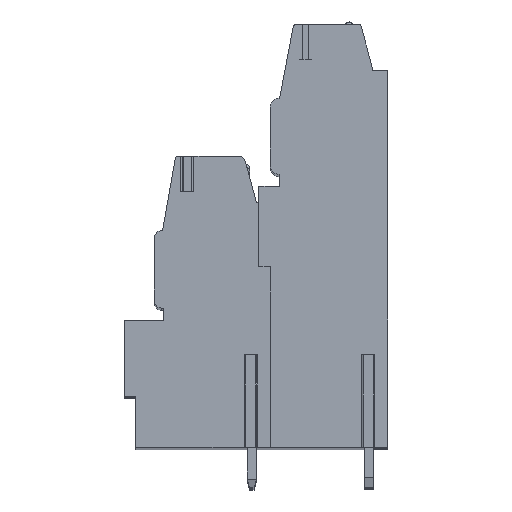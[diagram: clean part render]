
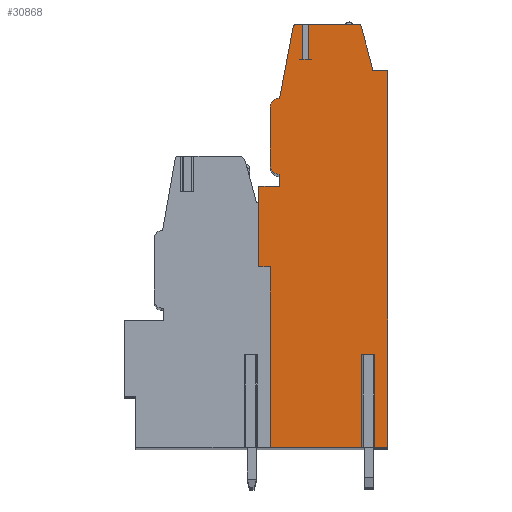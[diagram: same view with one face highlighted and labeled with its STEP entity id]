
A CAD part, top view. The second image highlights one B-rep face of the part: STEP entity #30868.
In plain terms, the highlighted planar face has unit normal (0, 0, 1).
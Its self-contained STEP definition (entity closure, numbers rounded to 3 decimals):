
#13=DIRECTION('',(0.,1.,0.));
#14=VECTOR('',#13,15.6);
#15=CARTESIAN_POINT('',(1.,-19.1,109.22));
#16=LINE('',#15,#14);
#17=DIRECTION('',(1.,0.,0.));
#18=VECTOR('',#17,1.);
#19=CARTESIAN_POINT('',(0.,-3.5,109.22));
#20=LINE('',#19,#18);
#21=DIRECTION('',(-1.,0.,0.));
#22=VECTOR('',#21,1.8);
#23=CARTESIAN_POINT('',(1.8,3.5,109.22));
#24=LINE('',#23,#22);
#25=DIRECTION('',(0.,-1.,0.));
#26=VECTOR('',#25,1.);
#27=CARTESIAN_POINT('',(1.8,4.5,109.22));
#28=LINE('',#27,#26);
#29=CARTESIAN_POINT('',(1.8,5.3,109.22));
#30=DIRECTION('',(0.,0.,1.));
#31=DIRECTION('',(-1.,0.,0.));
#32=AXIS2_PLACEMENT_3D('',#29,#30,#31);
#34=DIRECTION('',(0.,-1.,0.));
#35=VECTOR('',#34,5.);
#36=CARTESIAN_POINT('',(1.,10.3,109.22));
#37=LINE('',#36,#35);
#38=CARTESIAN_POINT('',(1.8,10.3,109.22));
#39=DIRECTION('',(0.,0.,1.));
#40=DIRECTION('',(0.,1.,0.));
#41=AXIS2_PLACEMENT_3D('',#38,#39,#40);
#43=DIRECTION('',(-0.186,-0.983,0.));
#44=VECTOR('',#43,6.265);
#45=CARTESIAN_POINT('',(2.964,17.256,109.22));
#46=LINE('',#45,#44);
#47=CARTESIAN_POINT('',(3.259,17.2,109.22));
#48=DIRECTION('',(0.,0.,1.));
#49=DIRECTION('',(0.,1.,0.));
#50=AXIS2_PLACEMENT_3D('',#47,#48,#49);
#52=DIRECTION('',(-1.,0.,0.));
#53=VECTOR('',#52,0.551);
#54=CARTESIAN_POINT('',(3.81,17.5,109.22));
#55=LINE('',#54,#53);
#56=DIRECTION('',(0.,-1.,0.));
#57=VECTOR('',#56,3.05);
#58=CARTESIAN_POINT('',(3.81,17.5,109.22));
#59=LINE('',#58,#57);
#60=DIRECTION('',(1.,0.,0.));
#61=VECTOR('',#60,0.5);
#62=CARTESIAN_POINT('',(3.81,14.45,109.22));
#63=LINE('',#62,#61);
#64=DIRECTION('',(0.,-1.,0.));
#65=VECTOR('',#64,3.05);
#66=CARTESIAN_POINT('',(4.31,17.5,109.22));
#67=LINE('',#66,#65);
#68=DIRECTION('',(-1.,0.,0.));
#69=VECTOR('',#68,4.27);
#70=CARTESIAN_POINT('',(8.58,17.5,109.22));
#71=LINE('',#70,#69);
#72=CARTESIAN_POINT('',(8.58,17.2,109.22));
#73=DIRECTION('',(0.,0.,1.));
#74=DIRECTION('',(0.965,0.261,0.));
#75=AXIS2_PLACEMENT_3D('',#72,#73,#74);
#77=DIRECTION('',(-0.261,0.965,0.));
#78=VECTOR('',#77,3.539);
#79=CARTESIAN_POINT('',(9.792,13.861,109.22));
#80=LINE('',#79,#78);
#81=DIRECTION('',(-0.035,0.999,0.));
#82=VECTOR('',#81,0.361);
#83=CARTESIAN_POINT('',(9.805,13.5,109.22));
#84=LINE('',#83,#82);
#85=DIRECTION('',(-1.,0.,0.));
#86=VECTOR('',#85,1.355);
#87=CARTESIAN_POINT('',(11.16,13.5,109.22));
#88=LINE('',#87,#86);
#89=DIRECTION('',(0.,1.,0.));
#90=VECTOR('',#89,32.6);
#91=CARTESIAN_POINT('',(11.16,-19.1,109.22));
#92=LINE('',#91,#90);
#93=DIRECTION('',(1.,0.,0.));
#94=VECTOR('',#93,1.39);
#95=CARTESIAN_POINT('',(9.77,-19.1,109.22));
#96=LINE('',#95,#94);
#97=DIRECTION('',(0.,1.,0.));
#98=VECTOR('',#97,8.);
#99=CARTESIAN_POINT('',(9.77,-19.1,109.22));
#100=LINE('',#99,#98);
#101=DIRECTION('',(-1.,0.,0.));
#102=VECTOR('',#101,0.62);
#103=CARTESIAN_POINT('',(9.77,-11.1,109.22));
#104=LINE('',#103,#102);
#105=DIRECTION('',(0.,1.,0.));
#106=VECTOR('',#105,8.);
#107=CARTESIAN_POINT('',(9.15,-19.1,109.22));
#108=LINE('',#107,#106);
#109=DIRECTION('',(1.,0.,0.));
#110=VECTOR('',#109,8.15);
#111=CARTESIAN_POINT('',(1.,-19.1,109.22));
#112=LINE('',#111,#110);
#281=DIRECTION('',(0.,-1.,0.));
#282=VECTOR('',#281,7.);
#283=CARTESIAN_POINT('',(0.,3.5,109.22));
#284=LINE('',#283,#282);
#24267=CARTESIAN_POINT('',(11.16,-19.1,109.22));
#24268=CARTESIAN_POINT('',(11.16,13.5,109.22));
#24269=VERTEX_POINT('',#24267);
#24270=VERTEX_POINT('',#24268);
#24271=CARTESIAN_POINT('',(9.805,13.5,109.22));
#24272=VERTEX_POINT('',#24271);
#24273=CARTESIAN_POINT('',(9.792,13.861,109.22));
#24274=VERTEX_POINT('',#24273);
#24275=CARTESIAN_POINT('',(8.87,17.278,109.22));
#24276=VERTEX_POINT('',#24275);
#24277=CARTESIAN_POINT('',(8.58,17.5,109.22));
#24278=VERTEX_POINT('',#24277);
#24279=CARTESIAN_POINT('',(3.259,17.5,109.22));
#24280=CARTESIAN_POINT('',(2.964,17.256,109.22));
#24281=VERTEX_POINT('',#24279);
#24282=VERTEX_POINT('',#24280);
#24283=CARTESIAN_POINT('',(1.8,11.1,109.22));
#24284=VERTEX_POINT('',#24283);
#24285=CARTESIAN_POINT('',(1.,10.3,109.22));
#24286=VERTEX_POINT('',#24285);
#24287=CARTESIAN_POINT('',(1.,5.3,109.22));
#24288=VERTEX_POINT('',#24287);
#24289=CARTESIAN_POINT('',(1.8,4.5,109.22));
#24290=VERTEX_POINT('',#24289);
#24291=CARTESIAN_POINT('',(1.8,3.5,109.22));
#24292=VERTEX_POINT('',#24291);
#24293=CARTESIAN_POINT('',(0.,3.5,109.22));
#24294=VERTEX_POINT('',#24293);
#24379=CARTESIAN_POINT('',(9.77,-11.1,109.22));
#24380=CARTESIAN_POINT('',(9.15,-11.1,109.22));
#24381=VERTEX_POINT('',#24379);
#24382=VERTEX_POINT('',#24380);
#24383=CARTESIAN_POINT('',(9.77,-19.1,109.22));
#24384=VERTEX_POINT('',#24383);
#24385=CARTESIAN_POINT('',(9.15,-19.1,109.22));
#24386=VERTEX_POINT('',#24385);
#24387=CARTESIAN_POINT('',(1.,-19.1,109.22));
#24388=VERTEX_POINT('',#24387);
#24425=CARTESIAN_POINT('',(3.81,14.45,109.22));
#24426=CARTESIAN_POINT('',(4.31,14.45,109.22));
#24427=VERTEX_POINT('',#24425);
#24428=VERTEX_POINT('',#24426);
#24429=CARTESIAN_POINT('',(3.81,17.5,109.22));
#24430=VERTEX_POINT('',#24429);
#24435=CARTESIAN_POINT('',(4.31,17.5,109.22));
#24436=VERTEX_POINT('',#24435);
#30329=CARTESIAN_POINT('',(1.,-3.5,109.22));
#30330=VERTEX_POINT('',#30329);
#30331=CARTESIAN_POINT('',(0.,-3.5,109.22));
#30332=VERTEX_POINT('',#30331);
#30811=CARTESIAN_POINT('',(0.,0.,109.22));
#30812=DIRECTION('',(0.,0.,1.));
#30813=DIRECTION('',(1.,0.,0.));
#30814=AXIS2_PLACEMENT_3D('',#30811,#30812,#30813);
#30815=PLANE('',#30814);
#30817=ORIENTED_EDGE('',*,*,#30816,.T.);
#30819=ORIENTED_EDGE('',*,*,#30818,.F.);
#30821=ORIENTED_EDGE('',*,*,#30820,.F.);
#30823=ORIENTED_EDGE('',*,*,#30822,.F.);
#30825=ORIENTED_EDGE('',*,*,#30824,.F.);
#30827=ORIENTED_EDGE('',*,*,#30826,.F.);
#30829=ORIENTED_EDGE('',*,*,#30828,.F.);
#30831=ORIENTED_EDGE('',*,*,#30830,.F.);
#30833=ORIENTED_EDGE('',*,*,#30832,.F.);
#30835=ORIENTED_EDGE('',*,*,#30834,.F.);
#30837=ORIENTED_EDGE('',*,*,#30836,.F.);
#30839=ORIENTED_EDGE('',*,*,#30838,.T.);
#30841=ORIENTED_EDGE('',*,*,#30840,.T.);
#30843=ORIENTED_EDGE('',*,*,#30842,.F.);
#30845=ORIENTED_EDGE('',*,*,#30844,.F.);
#30847=ORIENTED_EDGE('',*,*,#30846,.F.);
#30849=ORIENTED_EDGE('',*,*,#30848,.F.);
#30851=ORIENTED_EDGE('',*,*,#30850,.F.);
#30853=ORIENTED_EDGE('',*,*,#30852,.F.);
#30855=ORIENTED_EDGE('',*,*,#30854,.F.);
#30857=ORIENTED_EDGE('',*,*,#30856,.F.);
#30859=ORIENTED_EDGE('',*,*,#30858,.T.);
#30861=ORIENTED_EDGE('',*,*,#30860,.T.);
#30863=ORIENTED_EDGE('',*,*,#30862,.F.);
#30865=ORIENTED_EDGE('',*,*,#30864,.F.);
#30866=EDGE_LOOP('',(#30817,#30819,#30821,#30823,#30825,#30827,#30829,#30831,
#30833,#30835,#30837,#30839,#30841,#30843,#30845,#30847,#30849,#30851,#30853,
#30855,#30857,#30859,#30861,#30863,#30865));
#30867=FACE_OUTER_BOUND('',#30866,.F.);
#33=CIRCLE('',#32,0.8);
#42=CIRCLE('',#41,0.8);
#51=CIRCLE('',#50,0.3);
#76=CIRCLE('',#75,0.3);
#30816=EDGE_CURVE('',#24388,#30330,#16,.T.);
#30818=EDGE_CURVE('',#30332,#30330,#20,.T.);
#30820=EDGE_CURVE('',#24294,#30332,#284,.T.);
#30822=EDGE_CURVE('',#24292,#24294,#24,.T.);
#30824=EDGE_CURVE('',#24290,#24292,#28,.T.);
#30826=EDGE_CURVE('',#24288,#24290,#33,.T.);
#30828=EDGE_CURVE('',#24286,#24288,#37,.T.);
#30830=EDGE_CURVE('',#24284,#24286,#42,.T.);
#30832=EDGE_CURVE('',#24282,#24284,#46,.T.);
#30834=EDGE_CURVE('',#24281,#24282,#51,.T.);
#30836=EDGE_CURVE('',#24430,#24281,#55,.T.);
#30838=EDGE_CURVE('',#24430,#24427,#59,.T.);
#30840=EDGE_CURVE('',#24427,#24428,#63,.T.);
#30842=EDGE_CURVE('',#24436,#24428,#67,.T.);
#30844=EDGE_CURVE('',#24278,#24436,#71,.T.);
#30846=EDGE_CURVE('',#24276,#24278,#76,.T.);
#30848=EDGE_CURVE('',#24274,#24276,#80,.T.);
#30850=EDGE_CURVE('',#24272,#24274,#84,.T.);
#30852=EDGE_CURVE('',#24270,#24272,#88,.T.);
#30854=EDGE_CURVE('',#24269,#24270,#92,.T.);
#30856=EDGE_CURVE('',#24384,#24269,#96,.T.);
#30858=EDGE_CURVE('',#24384,#24381,#100,.T.);
#30860=EDGE_CURVE('',#24381,#24382,#104,.T.);
#30862=EDGE_CURVE('',#24386,#24382,#108,.T.);
#30864=EDGE_CURVE('',#24388,#24386,#112,.T.);
#30868=ADVANCED_FACE('',(#30867),#30815,.T.);
